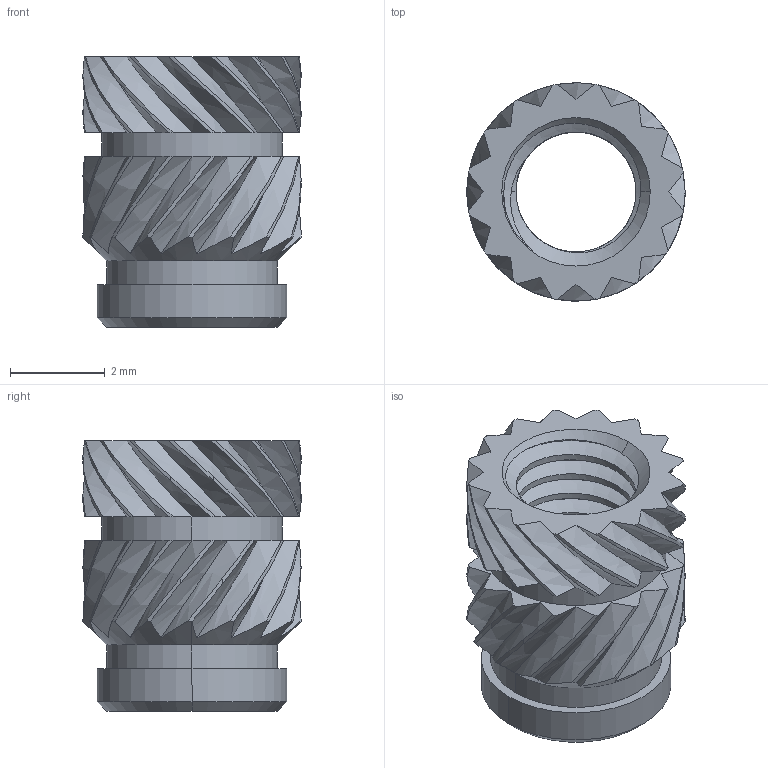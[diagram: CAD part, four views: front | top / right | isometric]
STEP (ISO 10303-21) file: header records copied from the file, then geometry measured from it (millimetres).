
FILE_DESCRIPTION (( 'STEP AP214' ), '1' );
FILE_NAME ('M3_insert_Standard.step', '2023-05-17T11:22:10', ( '' ), ( '' ), 'SwSTEP 2.0', 'SolidWorks 2022', '' );
FILE_SCHEMA (( 'AUTOMOTIVE_DESIGN' ));
Length unit declared in the file: millimetre
Products named in the file (1): M3_insert_Standard
Bounding box: 4.6 x 4.6 x 5.7 mm (x, y, z)
Volume: 40.8 mm3; surface area: 201.8 mm2
Topology: 1 solids, 12 shells, 367 faces, 1014 edges, 674 vertices
Faces by surface type: bspline 167, cylinder 96, plane 94, cone 10
Entity records: 15466 total; most frequent: CARTESIAN_POINT 7564, ORIENTED_EDGE 2028, EDGE_CURVE 1014, DIRECTION 962, VERTEX_POINT 674, B_SPLINE_CURVE_WITH_KNOTS 547, LINE 374, VECTOR 374
